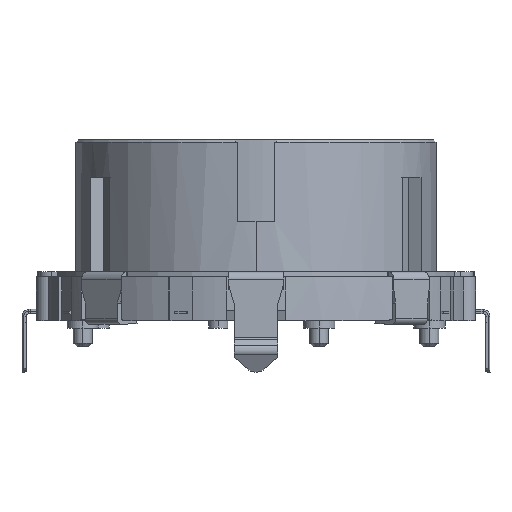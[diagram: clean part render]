
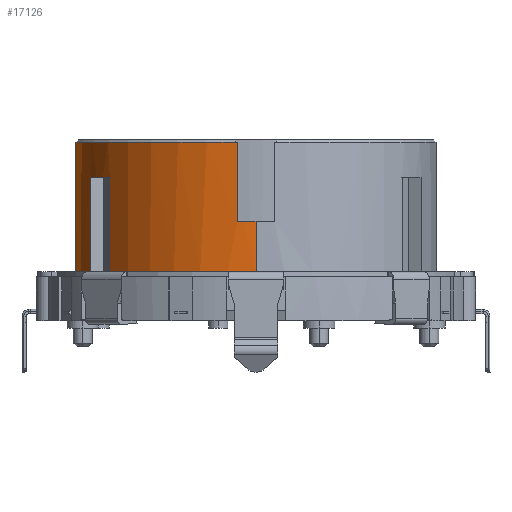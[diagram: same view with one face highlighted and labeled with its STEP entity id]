
A CAD part, left-side view. The second image highlights one B-rep face of the part: STEP entity #17126.
In plain terms, the highlighted cylindrical face has radius 14.4 mm (diameter 28.8 mm), a partial arc.
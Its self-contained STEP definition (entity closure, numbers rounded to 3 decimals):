
#51 = DIRECTION ( 'NONE',  ( 0., 0., 1. ) ) ;
#151 = CIRCLE ( 'NONE', #9866, 14.4 ) ;
#802 = EDGE_CURVE ( 'NONE', #5697, #9943, #19817, .T. ) ;
#911 = ORIENTED_EDGE ( 'NONE', *, *, #18582, .T. ) ;
#1040 = DIRECTION ( 'NONE',  ( 1., 0., 0. ) ) ;
#1463 = CARTESIAN_POINT ( 'NONE',  ( 5.862, 13.153, 8.5 ) ) ;
#1566 = DIRECTION ( 'NONE',  ( 0., 0., 1. ) ) ;
#1768 = CIRCLE ( 'NONE', #10706, 14.4 ) ;
#1999 = VERTEX_POINT ( 'NONE', #2495 ) ;
#2142 = LINE ( 'NONE', #25021, #30659 ) ;
#2495 = CARTESIAN_POINT ( 'NONE',  ( 8.46, 11.653, 14.8 ) ) ;
#2631 = DIRECTION ( 'NONE',  ( 0., 0., 1. ) ) ;
#2732 = VERTEX_POINT ( 'NONE', #5276 ) ;
#3480 = EDGE_CURVE ( 'NONE', #7318, #1999, #25991, .T. ) ;
#3481 = LINE ( 'NONE', #13767, #21586 ) ;
#3522 = EDGE_CURVE ( 'NONE', #21148, #2732, #15916, .T. ) ;
#3882 = EDGE_CURVE ( 'NONE', #28433, #26427, #7837, .T. ) ;
#3958 = CARTESIAN_POINT ( 'NONE',  ( 14.4, 0., 18.969 ) ) ;
#4180 = DIRECTION ( 'NONE',  ( 0., 0., 1. ) ) ;
#4706 = DIRECTION ( 'NONE',  ( 0., 0., 1. ) ) ;
#5276 = CARTESIAN_POINT ( 'NONE',  ( 14.322, 1.5, 4.5 ) ) ;
#5697 = VERTEX_POINT ( 'NONE', #28672 ) ;
#6608 = FACE_OUTER_BOUND ( 'NONE', #20691, .T. ) ;
#6658 = CARTESIAN_POINT ( 'NONE',  ( -14.4, 0., 4.5 ) ) ;
#6667 = VERTEX_POINT ( 'NONE', #1463 ) ;
#7295 = VECTOR ( 'NONE', #2631, 1000. ) ;
#7318 = VERTEX_POINT ( 'NONE', #26024 ) ;
#7837 = CIRCLE ( 'NONE', #10800, 14.4 ) ;
#8045 = CARTESIAN_POINT ( 'NONE',  ( 8.46, 11.653, 8.5 ) ) ;
#8100 = EDGE_CURVE ( 'NONE', #11306, #21148, #151, .T. ) ;
#8217 = CARTESIAN_POINT ( 'NONE',  ( -14.322, 1.5, 14.8 ) ) ;
#8529 = DIRECTION ( 'NONE',  ( 0., 0., 1. ) ) ;
#8740 = CARTESIAN_POINT ( 'NONE',  ( -14.4, 0., 8.5 ) ) ;
#8856 = ORIENTED_EDGE ( 'NONE', *, *, #12887, .F. ) ;
#9016 = CARTESIAN_POINT ( 'NONE',  ( 14.322, 1.5, 12. ) ) ;
#9696 = CARTESIAN_POINT ( 'NONE',  ( 0., 0., 18.969 ) ) ;
#9708 = AXIS2_PLACEMENT_3D ( 'NONE', #18320, #4180, #20700 ) ;
#9760 = DIRECTION ( 'NONE',  ( 0., 0., 1. ) ) ;
#9866 = AXIS2_PLACEMENT_3D ( 'NONE', #13946, #30499, #16269 ) ;
#9943 = VERTEX_POINT ( 'NONE', #11726 ) ;
#10060 = DIRECTION ( 'NONE',  ( 0., 0., 1. ) ) ;
#10065 = AXIS2_PLACEMENT_3D ( 'NONE', #14254, #51, #16578 ) ;
#10114 = CIRCLE ( 'NONE', #11834, 14.4 ) ;
#10279 = ORIENTED_EDGE ( 'NONE', *, *, #3480, .T. ) ;
#10355 = ORIENTED_EDGE ( 'NONE', *, *, #15713, .F. ) ;
#10552 = CARTESIAN_POINT ( 'NONE',  ( 14.322, 1.5, 18.969 ) ) ;
#10706 = AXIS2_PLACEMENT_3D ( 'NONE', #18811, #4706, #21187 ) ;
#10794 = CARTESIAN_POINT ( 'NONE',  ( -14.322, 1.5, 8.5 ) ) ;
#10800 = AXIS2_PLACEMENT_3D ( 'NONE', #23902, #9760, #26303 ) ;
#11094 = CARTESIAN_POINT ( 'NONE',  ( 5.862, 13.153, 8.5 ) ) ;
#11306 = VERTEX_POINT ( 'NONE', #22985 ) ;
#11520 = VECTOR ( 'NONE', #1566, 1000. ) ;
#11631 = ORIENTED_EDGE ( 'NONE', *, *, #20978, .T. ) ;
#11639 = EDGE_CURVE ( 'NONE', #6667, #11944, #14373, .T. ) ;
#11726 = CARTESIAN_POINT ( 'NONE',  ( -5.862, 13.153, 12. ) ) ;
#11834 = AXIS2_PLACEMENT_3D ( 'NONE', #26845, #12692, #29216 ) ;
#11944 = VERTEX_POINT ( 'NONE', #21678 ) ;
#12198 = DIRECTION ( 'NONE',  ( 1., 0., 0. ) ) ;
#12300 = CIRCLE ( 'NONE', #10065, 14.4 ) ;
#12559 = ORIENTED_EDGE ( 'NONE', *, *, #28515, .F. ) ;
#12692 = DIRECTION ( 'NONE',  ( 0., 0., 1. ) ) ;
#12887 = EDGE_CURVE ( 'NONE', #17357, #24623, #25265, .T. ) ;
#13465 = DIRECTION ( 'NONE',  ( 0., 0., 1. ) ) ;
#13767 = CARTESIAN_POINT ( 'NONE',  ( -8.46, 11.653, 18.969 ) ) ;
#13857 = ORIENTED_EDGE ( 'NONE', *, *, #3882, .T. ) ;
#13946 = CARTESIAN_POINT ( 'NONE',  ( 0., 0., 12. ) ) ;
#14124 = AXIS2_PLACEMENT_3D ( 'NONE', #29413, #15230, #1040 ) ;
#14254 = CARTESIAN_POINT ( 'NONE',  ( 0., 0., 14.8 ) ) ;
#14373 = LINE ( 'NONE', #11094, #26208 ) ;
#14465 = DIRECTION ( 'NONE',  ( 0., 0., 1. ) ) ;
#15230 = DIRECTION ( 'NONE',  ( 0., 0., 1. ) ) ;
#15406 = CARTESIAN_POINT ( 'NONE',  ( -14.322, 1.5, 8.5 ) ) ;
#15713 = EDGE_CURVE ( 'NONE', #11306, #21764, #24099, .T. ) ;
#15916 = LINE ( 'NONE', #10552, #27773 ) ;
#16077 = DIRECTION ( 'NONE',  ( 0., 0., -1. ) ) ;
#16084 = ORIENTED_EDGE ( 'NONE', *, *, #17397, .T. ) ;
#16154 = VERTEX_POINT ( 'NONE', #8217 ) ;
#16269 = DIRECTION ( 'NONE',  ( -1., 0., 0. ) ) ;
#16578 = DIRECTION ( 'NONE',  ( 1., 0., 0. ) ) ;
#16890 = VERTEX_POINT ( 'NONE', #27733 ) ;
#17026 = ORIENTED_EDGE ( 'NONE', *, *, #29718, .T. ) ;
#17126 = ADVANCED_FACE ( 'NONE', ( #6608 ), #28839, .T. ) ;
#17230 = VECTOR ( 'NONE', #27302, 1000. ) ;
#17357 = VERTEX_POINT ( 'NONE', #15406 ) ;
#17397 = EDGE_CURVE ( 'NONE', #26427, #24623, #2142, .T. ) ;
#17599 = ORIENTED_EDGE ( 'NONE', *, *, #30550, .F. ) ;
#18320 = CARTESIAN_POINT ( 'NONE',  ( 0., 0., 8.5 ) ) ;
#18582 = EDGE_CURVE ( 'NONE', #16890, #28433, #3481, .T. ) ;
#18811 = CARTESIAN_POINT ( 'NONE',  ( 0., 0., 12. ) ) ;
#19348 = CIRCLE ( 'NONE', #14124, 14.4 ) ;
#19817 = LINE ( 'NONE', #26011, #7295 ) ;
#20691 = EDGE_LOOP ( 'NONE', ( #13857, #16084, #8856, #11631, #12559, #27105, #17599, #10279, #24352, #10355, #21303, #21595, #17026, #28345, #27300, #911 ) ) ;
#20700 = DIRECTION ( 'NONE',  ( 1., 0., 0. ) ) ;
#20786 = CARTESIAN_POINT ( 'NONE',  ( -8.46, 11.653, 4.5 ) ) ;
#20978 = EDGE_CURVE ( 'NONE', #17357, #16154, #29088, .T. ) ;
#21133 = CARTESIAN_POINT ( 'NONE',  ( 14.4, 0., 14.8 ) ) ;
#21148 = VERTEX_POINT ( 'NONE', #9016 ) ;
#21187 = DIRECTION ( 'NONE',  ( -1., 0., 0. ) ) ;
#21303 = ORIENTED_EDGE ( 'NONE', *, *, #8100, .T. ) ;
#21586 = VECTOR ( 'NONE', #16077, 1000. ) ;
#21595 = ORIENTED_EDGE ( 'NONE', *, *, #3522, .T. ) ;
#21631 = AXIS2_PLACEMENT_3D ( 'NONE', #24208, #10060, #26595 ) ;
#21678 = CARTESIAN_POINT ( 'NONE',  ( 5.862, 13.153, 14.8 ) ) ;
#21764 = VERTEX_POINT ( 'NONE', #21133 ) ;
#22985 = CARTESIAN_POINT ( 'NONE',  ( 14.4, 0., 12. ) ) ;
#23902 = CARTESIAN_POINT ( 'NONE',  ( 0., 0., 4.5 ) ) ;
#24099 = LINE ( 'NONE', #3958, #11520 ) ;
#24208 = CARTESIAN_POINT ( 'NONE',  ( 0., 0., 4.5 ) ) ;
#24352 = ORIENTED_EDGE ( 'NONE', *, *, #26675, .F. ) ;
#24622 = AXIS2_PLACEMENT_3D ( 'NONE', #9696, #14465, #12198 ) ;
#24623 = VERTEX_POINT ( 'NONE', #8740 ) ;
#24697 = DIRECTION ( 'NONE',  ( 0., 0., -1. ) ) ;
#24737 = EDGE_CURVE ( 'NONE', #9943, #16890, #1768, .T. ) ;
#25021 = CARTESIAN_POINT ( 'NONE',  ( -14.4, 0., 18.969 ) ) ;
#25197 = VECTOR ( 'NONE', #26851, 1000. ) ;
#25265 = CIRCLE ( 'NONE', #9708, 14.4 ) ;
#25991 = LINE ( 'NONE', #8045, #25197 ) ;
#26011 = CARTESIAN_POINT ( 'NONE',  ( -5.862, 13.153, 18.969 ) ) ;
#26024 = CARTESIAN_POINT ( 'NONE',  ( 8.46, 11.653, 8.5 ) ) ;
#26208 = VECTOR ( 'NONE', #13465, 1000. ) ;
#26303 = DIRECTION ( 'NONE',  ( -1., 0., 0. ) ) ;
#26427 = VERTEX_POINT ( 'NONE', #6658 ) ;
#26595 = DIRECTION ( 'NONE',  ( -1., 0., 0. ) ) ;
#26675 = EDGE_CURVE ( 'NONE', #21764, #1999, #19348, .T. ) ;
#26845 = CARTESIAN_POINT ( 'NONE',  ( 0., 0., 8.5 ) ) ;
#26851 = DIRECTION ( 'NONE',  ( 0., 0., 1. ) ) ;
#27105 = ORIENTED_EDGE ( 'NONE', *, *, #11639, .F. ) ;
#27300 = ORIENTED_EDGE ( 'NONE', *, *, #24737, .T. ) ;
#27302 = DIRECTION ( 'NONE',  ( 0., 0., 1. ) ) ;
#27733 = CARTESIAN_POINT ( 'NONE',  ( -8.46, 11.653, 12. ) ) ;
#27773 = VECTOR ( 'NONE', #24697, 1000. ) ;
#28345 = ORIENTED_EDGE ( 'NONE', *, *, #802, .T. ) ;
#28433 = VERTEX_POINT ( 'NONE', #20786 ) ;
#28515 = EDGE_CURVE ( 'NONE', #11944, #16154, #12300, .T. ) ;
#28672 = CARTESIAN_POINT ( 'NONE',  ( -5.862, 13.153, 4.5 ) ) ;
#28839 = CYLINDRICAL_SURFACE ( 'NONE', #24622, 14.4 ) ;
#29088 = LINE ( 'NONE', #10794, #17230 ) ;
#29216 = DIRECTION ( 'NONE',  ( 1., 0., 0. ) ) ;
#29413 = CARTESIAN_POINT ( 'NONE',  ( 0., 0., 14.8 ) ) ;
#29718 = EDGE_CURVE ( 'NONE', #2732, #5697, #30637, .T. ) ;
#30499 = DIRECTION ( 'NONE',  ( 0., 0., 1. ) ) ;
#30550 = EDGE_CURVE ( 'NONE', #7318, #6667, #10114, .T. ) ;
#30637 = CIRCLE ( 'NONE', #21631, 14.4 ) ;
#30659 = VECTOR ( 'NONE', #8529, 1000. ) ;
